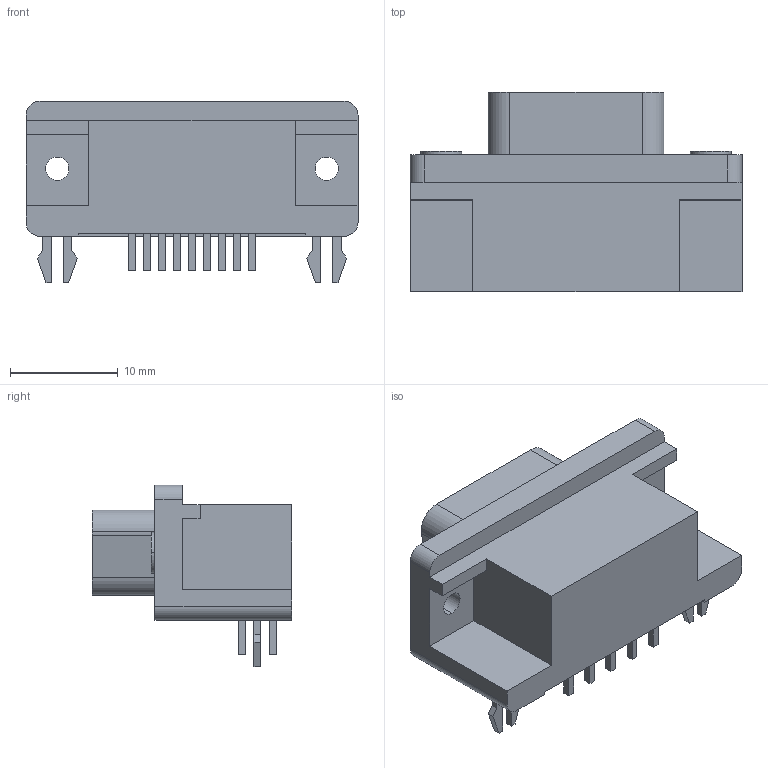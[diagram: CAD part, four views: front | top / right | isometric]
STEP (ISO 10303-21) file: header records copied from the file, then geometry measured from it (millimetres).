
FILE_DESCRIPTION(('FreeCAD Model'),'2;1');
FILE_NAME('Open CASCADE Shape Model','2023-04-21T12:59:57',( 'kicad StepUp'),('ksu MCAD'),'Open CASCADE STEP processor 7.6', 'FreeCAD','Unknown');
FILE_SCHEMA(('AUTOMOTIVE_DESIGN { 1 0 10303 214 1 1 1 1 }'));
Length unit declared in the file: millimetre
Products named in the file (1): connector_a-df_09_a_kg-t4
Bounding box: 30.81 x 18.5 x 16.88 mm (x, y, z)
Volume: 3935.4 mm3; surface area: 2527.8 mm2
Topology: 1 solids, 1 shells, 177 faces, 434 edges, 282 vertices
Faces by surface type: plane 117, cylinder 38, cone 22
Entity records: 6458 total; most frequent: CARTESIAN_POINT 912, DIRECTION 888, ORIENTED_EDGE 868, EDGE_CURVE 434, LINE 332, VECTOR 332, VERTEX_POINT 282, AXIS2_PLACEMENT_3D 278
